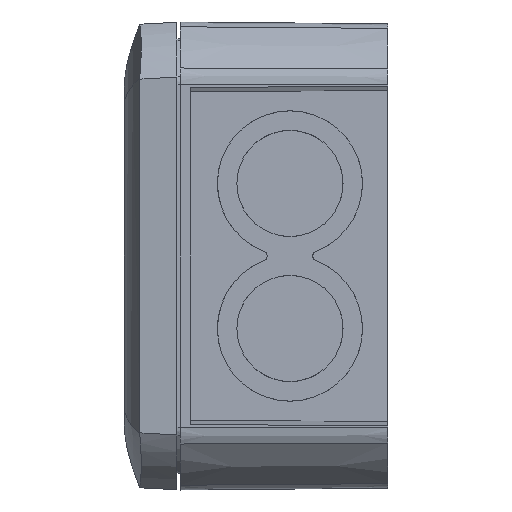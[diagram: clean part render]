
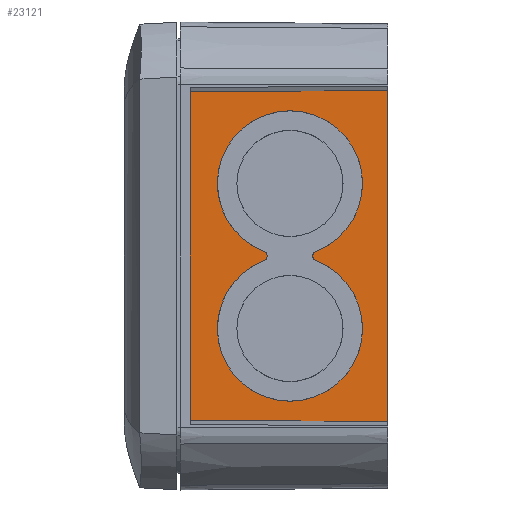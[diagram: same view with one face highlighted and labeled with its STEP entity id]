
A CAD part, left-side view. The second image highlights one B-rep face of the part: STEP entity #23121.
In plain terms, the highlighted planar face has unit normal (-1, -0.009, 0).
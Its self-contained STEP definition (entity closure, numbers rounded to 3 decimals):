
#103 = ORIENTED_EDGE ( 'NONE', *, *, #2770, .T. ) ;
#172 = DIRECTION ( 'NONE',  ( 0.009, -1., 0. ) ) ;
#272 = CIRCLE ( 'NONE', #18420, 0.983 ) ;
#275 = VERTEX_POINT ( 'NONE', #21357 ) ;
#373 = CARTESIAN_POINT ( 'NONE',  ( -40.275, 13.464, 0. ) ) ;
#376 = ORIENTED_EDGE ( 'NONE', *, *, #4735, .F. ) ;
#752 = CARTESIAN_POINT ( 'NONE',  ( -40.322, 18.849, 14. ) ) ;
#851 = CARTESIAN_POINT ( 'NONE',  ( -40.275, 13.464, 0. ) ) ;
#873 = DIRECTION ( 'NONE',  ( 0.009, -1., 0. ) ) ;
#1042 = VECTOR ( 'NONE', #1679, 1000. ) ;
#1064 = VECTOR ( 'NONE', #5026, 1000. ) ;
#1544 = DIRECTION ( 'NONE',  ( 0.009, -1., 0. ) ) ;
#1644 = LINE ( 'NONE', #13416, #1064 ) ;
#1679 = DIRECTION ( 'NONE',  ( 0., 0., -1. ) ) ;
#1692 = CARTESIAN_POINT ( 'NONE',  ( -40.444, 32.866, 14. ) ) ;
#1829 = VERTEX_POINT ( 'NONE', #5575 ) ;
#1845 = PLANE ( 'NONE',  #13565 ) ;
#1859 = CARTESIAN_POINT ( 'NONE',  ( -40.158, 0., -31.959 ) ) ;
#1961 = FACE_OUTER_BOUND ( 'NONE', #21885, .T. ) ;
#2239 = DIRECTION ( 'NONE',  ( 0.009, -1., 0. ) ) ;
#2638 = DIRECTION ( 'NONE',  ( 0.009, -1., 0. ) ) ;
#2670 = AXIS2_PLACEMENT_3D ( 'NONE', #16690, #5394, #18583 ) ;
#2746 = DIRECTION ( 'NONE',  ( 0.009, -1., 0. ) ) ;
#2770 = EDGE_CURVE ( 'NONE', #275, #12092, #1644, .T. ) ;
#2815 = LINE ( 'NONE', #3381, #12244 ) ;
#2939 = CARTESIAN_POINT ( 'NONE',  ( -40.322, 18.849, -14. ) ) ;
#2991 = VERTEX_POINT ( 'NONE', #1859 ) ;
#3381 = CARTESIAN_POINT ( 'NONE',  ( -40.489, 38.035, -31.68 ) ) ;
#3433 = EDGE_CURVE ( 'NONE', #275, #2991, #21102, .T. ) ;
#3742 = CARTESIAN_POINT ( 'NONE',  ( -40.444, 32.866, -14. ) ) ;
#4633 = AXIS2_PLACEMENT_3D ( 'NONE', #2939, #16123, #4824 ) ;
#4723 = CARTESIAN_POINT ( 'NONE',  ( -40.2, 4.832, -14. ) ) ;
#4735 = EDGE_CURVE ( 'NONE', #11519, #8994, #23993, .T. ) ;
#4824 = DIRECTION ( 'NONE',  ( 0.009, -1., 0. ) ) ;
#4890 = AXIS2_PLACEMENT_3D ( 'NONE', #24134, #12836, #1544 ) ;
#4924 = DIRECTION ( 'NONE',  ( 1., 0.009, 0. ) ) ;
#4992 = AXIS2_PLACEMENT_3D ( 'NONE', #851, #14057, #2746 ) ;
#5026 = DIRECTION ( 'NONE',  ( -0.009, 1., -0.007 ) ) ;
#5394 = DIRECTION ( 'NONE',  ( -1., -0.009, 0. ) ) ;
#5412 = VERTEX_POINT ( 'NONE', #22129 ) ;
#5575 = CARTESIAN_POINT ( 'NONE',  ( -40.366, 23.881, 0.917 ) ) ;
#6095 = CARTESIAN_POINT ( 'NONE',  ( -40.322, 18.849, -14. ) ) ;
#6493 = CARTESIAN_POINT ( 'NONE',  ( -40.278, 13.817, -0.917 ) ) ;
#6801 = AXIS2_PLACEMENT_3D ( 'NONE', #22754, #11459, #172 ) ;
#6981 = FACE_BOUND ( 'NONE', #14485, .T. ) ;
#7052 = ORIENTED_EDGE ( 'NONE', *, *, #13343, .T. ) ;
#7081 = EDGE_CURVE ( 'NONE', #20393, #11840, #18873, .T. ) ;
#7309 = EDGE_CURVE ( 'NONE', #11840, #20572, #15340, .T. ) ;
#7522 = DIRECTION ( 'NONE',  ( -1., -0.009, 0. ) ) ;
#7912 = AXIS2_PLACEMENT_3D ( 'NONE', #752, #13956, #2638 ) ;
#7994 = DIRECTION ( 'NONE',  ( 0.009, -1., 0. ) ) ;
#8340 = CARTESIAN_POINT ( 'NONE',  ( -40.49, 38.1, -40.49 ) ) ;
#8396 = EDGE_CURVE ( 'NONE', #5412, #20393, #12056, .T. ) ;
#8994 = VERTEX_POINT ( 'NONE', #6493 ) ;
#9440 = ORIENTED_EDGE ( 'NONE', *, *, #22504, .F. ) ;
#9526 = VECTOR ( 'NONE', #21529, 1000. ) ;
#9821 = EDGE_CURVE ( 'NONE', #20572, #1829, #19073, .T. ) ;
#9904 = VERTEX_POINT ( 'NONE', #11350 ) ;
#10016 = CARTESIAN_POINT ( 'NONE',  ( -40.2, 4.832, 14. ) ) ;
#10626 = ORIENTED_EDGE ( 'NONE', *, *, #22043, .F. ) ;
#10647 = EDGE_CURVE ( 'NONE', #1829, #9904, #21110, .T. ) ;
#11008 = ORIENTED_EDGE ( 'NONE', *, *, #7081, .F. ) ;
#11181 = AXIS2_PLACEMENT_3D ( 'NONE', #373, #13547, #2239 ) ;
#11350 = CARTESIAN_POINT ( 'NONE',  ( -40.36, 23.251, 0. ) ) ;
#11370 = AXIS2_PLACEMENT_3D ( 'NONE', #16226, #4924, #18135 ) ;
#11459 = DIRECTION ( 'NONE',  ( -1., -0.009, 0. ) ) ;
#11519 = VERTEX_POINT ( 'NONE', #4723 ) ;
#11644 = ORIENTED_EDGE ( 'NONE', *, *, #3433, .F. ) ;
#11671 = ORIENTED_EDGE ( 'NONE', *, *, #8396, .F. ) ;
#11775 = VERTEX_POINT ( 'NONE', #15184 ) ;
#11840 = VERTEX_POINT ( 'NONE', #10016 ) ;
#11866 = ORIENTED_EDGE ( 'NONE', *, *, #9821, .F. ) ;
#12056 = CIRCLE ( 'NONE', #4992, 0.983 ) ;
#12092 = VERTEX_POINT ( 'NONE', #23995 ) ;
#12110 = EDGE_CURVE ( 'NONE', #2991, #11775, #2815, .T. ) ;
#12166 = DIRECTION ( 'NONE',  ( 1., 0.009, 0. ) ) ;
#12244 = VECTOR ( 'NONE', #20383, 1000. ) ;
#12259 = EDGE_CURVE ( 'NONE', #23116, #11519, #14321, .T. ) ;
#12836 = DIRECTION ( 'NONE',  ( -1., -0.009, 0. ) ) ;
#12979 = CARTESIAN_POINT ( 'NONE',  ( -40.158, 0., -40.49 ) ) ;
#12999 = ORIENTED_EDGE ( 'NONE', *, *, #10647, .F. ) ;
#13343 = EDGE_CURVE ( 'NONE', #12092, #11775, #15711, .T. ) ;
#13416 = CARTESIAN_POINT ( 'NONE',  ( -40.495, 38.628, 31.676 ) ) ;
#13547 = DIRECTION ( 'NONE',  ( 1., 0.009, 0. ) ) ;
#13565 = AXIS2_PLACEMENT_3D ( 'NONE', #16926, #7522, #20730 ) ;
#13956 = DIRECTION ( 'NONE',  ( -1., -0.009, 0. ) ) ;
#14057 = DIRECTION ( 'NONE',  ( 1., 0.009, 0. ) ) ;
#14321 = CIRCLE ( 'NONE', #6801, 14.017 ) ;
#14485 = EDGE_LOOP ( 'NONE', ( #11008, #11671, #9440, #376, #17229, #18081, #10626, #12999, #11866, #21218 ) ) ;
#15184 = CARTESIAN_POINT ( 'NONE',  ( -40.49, 38.1, -31.68 ) ) ;
#15340 = CIRCLE ( 'NONE', #4890, 14.017 ) ;
#15711 = LINE ( 'NONE', #8340, #9526 ) ;
#16123 = DIRECTION ( 'NONE',  ( -1., -0.009, 0. ) ) ;
#16226 = CARTESIAN_POINT ( 'NONE',  ( -40.369, 24.234, 0. ) ) ;
#16690 = CARTESIAN_POINT ( 'NONE',  ( -40.322, 18.849, 14. ) ) ;
#16926 = CARTESIAN_POINT ( 'NONE',  ( -40.49, 38.1, -40.49 ) ) ;
#17229 = ORIENTED_EDGE ( 'NONE', *, *, #12259, .F. ) ;
#17527 = VERTEX_POINT ( 'NONE', #18396 ) ;
#17809 = AXIS2_PLACEMENT_3D ( 'NONE', #6095, #19308, #7994 ) ;
#18081 = ORIENTED_EDGE ( 'NONE', *, *, #22946, .F. ) ;
#18135 = DIRECTION ( 'NONE',  ( 0.009, -1., 0. ) ) ;
#18234 = CIRCLE ( 'NONE', #11181, 0.983 ) ;
#18251 = ORIENTED_EDGE ( 'NONE', *, *, #12110, .F. ) ;
#18396 = CARTESIAN_POINT ( 'NONE',  ( -40.366, 23.881, -0.917 ) ) ;
#18420 = AXIS2_PLACEMENT_3D ( 'NONE', #23470, #12166, #873 ) ;
#18583 = DIRECTION ( 'NONE',  ( 0.009, -1., 0. ) ) ;
#18791 = CIRCLE ( 'NONE', #17809, 14.017 ) ;
#18873 = CIRCLE ( 'NONE', #7912, 14.017 ) ;
#19073 = CIRCLE ( 'NONE', #2670, 14.017 ) ;
#19308 = DIRECTION ( 'NONE',  ( -1., -0.009, 0. ) ) ;
#19470 = CARTESIAN_POINT ( 'NONE',  ( -40.278, 13.817, 0.917 ) ) ;
#20383 = DIRECTION ( 'NONE',  ( -0.009, 1., 0.007 ) ) ;
#20393 = VERTEX_POINT ( 'NONE', #19470 ) ;
#20572 = VERTEX_POINT ( 'NONE', #1692 ) ;
#20730 = DIRECTION ( 'NONE',  ( 0.009, -1., 0. ) ) ;
#21102 = LINE ( 'NONE', #12979, #1042 ) ;
#21110 = CIRCLE ( 'NONE', #11370, 0.983 ) ;
#21218 = ORIENTED_EDGE ( 'NONE', *, *, #7309, .F. ) ;
#21357 = CARTESIAN_POINT ( 'NONE',  ( -40.158, 0., 31.959 ) ) ;
#21529 = DIRECTION ( 'NONE',  ( 0., 0., -1. ) ) ;
#21885 = EDGE_LOOP ( 'NONE', ( #18251, #11644, #103, #7052 ) ) ;
#22043 = EDGE_CURVE ( 'NONE', #9904, #17527, #272, .T. ) ;
#22129 = CARTESIAN_POINT ( 'NONE',  ( -40.284, 14.446, 0. ) ) ;
#22504 = EDGE_CURVE ( 'NONE', #8994, #5412, #18234, .T. ) ;
#22754 = CARTESIAN_POINT ( 'NONE',  ( -40.322, 18.849, -14. ) ) ;
#22946 = EDGE_CURVE ( 'NONE', #17527, #23116, #18791, .T. ) ;
#23116 = VERTEX_POINT ( 'NONE', #3742 ) ;
#23121 = ADVANCED_FACE ( 'NONE', ( #6981, #1961 ), #1845, .T. ) ;
#23470 = CARTESIAN_POINT ( 'NONE',  ( -40.369, 24.234, 0. ) ) ;
#23993 = CIRCLE ( 'NONE', #4633, 14.017 ) ;
#23995 = CARTESIAN_POINT ( 'NONE',  ( -40.49, 38.1, 31.68 ) ) ;
#24134 = CARTESIAN_POINT ( 'NONE',  ( -40.322, 18.849, 14. ) ) ;
